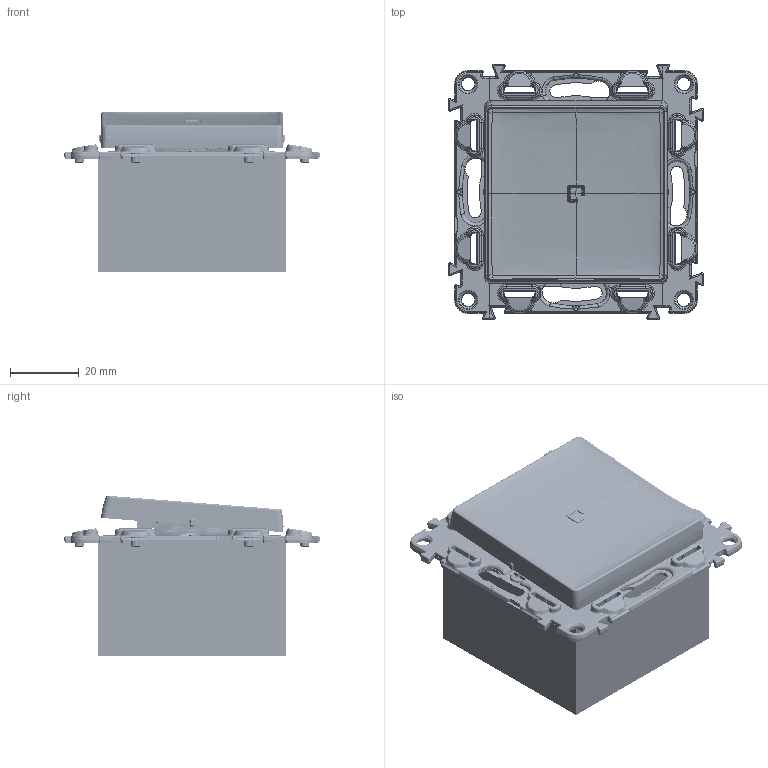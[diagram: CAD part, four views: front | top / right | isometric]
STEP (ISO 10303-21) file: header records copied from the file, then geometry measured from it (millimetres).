
FILE_DESCRIPTION(('CATIA V5 STEP Exchange','CAx-IF Rec.Pracs.--- Model Styling and Organization---1.4--- 2014-01-23'),'2;1');
FILE_NAME('752104_AllCATPart.stp','2020-02-13T09:40:58+00:00',('none'),('none'),'CATIA Version 5-6 Release 2017 SP3','CATIA V5 STEP AP214','none');
FILE_SCHEMA(('AUTOMOTIVE_DESIGN { 1 0 10303 214 1 1 1 1 }'));
Products named in the file (1): 752104_AllCATPart
Bounding box: 74.6 x 74.6 x 46.85 mm (x, y, z)
Volume: 116341.2 mm3; surface area: 37186.6 mm2
Topology: 2 solids, 13 shells, 10686 faces, 30855 edges, 20121 vertices
Faces by surface type: plane 8590, cylinder 903, bspline 718, cone 233, torus 145, sphere 68, extrusion 29
Entity records: 404525 total; most frequent: CARTESIAN_POINT 140409, ORIENTED_EDGE 61512, DIRECTION 39751, EDGE_CURVE 30756, VECTOR 20454, LINE 20425, VERTEX_POINT 20121, EDGE_LOOP 10937
